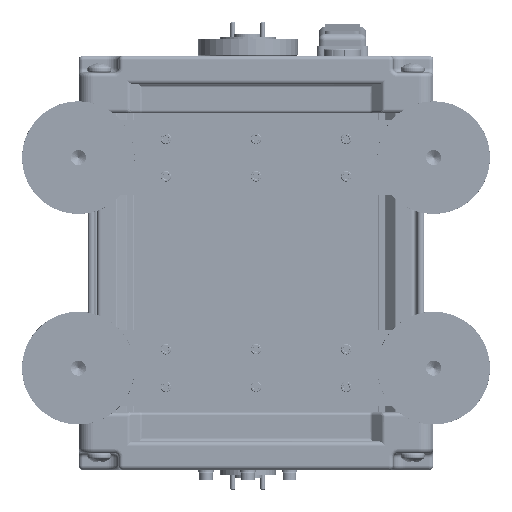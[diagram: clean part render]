
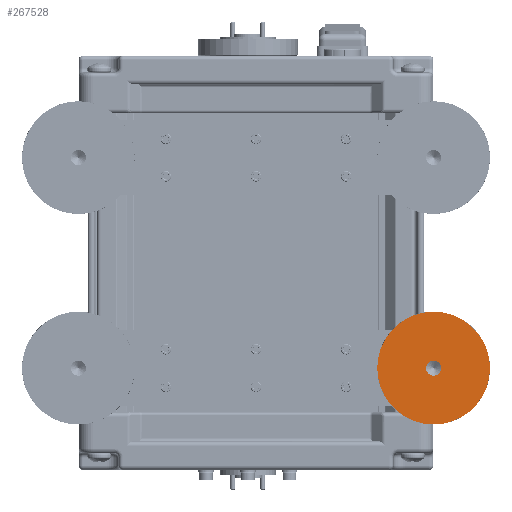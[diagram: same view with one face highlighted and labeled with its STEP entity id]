
A CAD part, front view. The second image highlights one B-rep face of the part: STEP entity #267528.
In plain terms, the highlighted planar face has unit normal (0, -1, 0).
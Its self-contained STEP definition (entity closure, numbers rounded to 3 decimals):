
#1398 = FACE_OUTER_BOUND ( 'NONE', #288258, .T. ) ;
#1604 = EDGE_CURVE ( 'NONE', #23324, #266801, #207615, .T. ) ;
#5253 = FACE_BOUND ( 'NONE', #201600, .T. ) ;
#22656 = DIRECTION ( 'NONE',  ( 0., 1., 0. ) ) ;
#23324 = VERTEX_POINT ( 'NONE', #205621 ) ;
#25680 = EDGE_CURVE ( 'NONE', #55779, #123511, #168116, .T. ) ;
#29564 = AXIS2_PLACEMENT_3D ( 'NONE', #197866, #276532, #68384 ) ;
#37202 = CIRCLE ( 'NONE', #98628, 19.05 ) ;
#40686 = DIRECTION ( 'NONE',  ( 0., -1., 0. ) ) ;
#55779 = VERTEX_POINT ( 'NONE', #274577 ) ;
#68384 = DIRECTION ( 'NONE',  ( -1., 0., 0. ) ) ;
#81417 = DIRECTION ( 'NONE',  ( 1., 0., 0. ) ) ;
#83376 = DIRECTION ( 'NONE',  ( 0., -1., 0. ) ) ;
#89194 = CARTESIAN_POINT ( 'NONE',  ( 79.07, -27.178, -35.56 ) ) ;
#92481 = CARTESIAN_POINT ( 'NONE',  ( 60.02, -27.178, -35.56 ) ) ;
#98628 = AXIS2_PLACEMENT_3D ( 'NONE', #110749, #238861, #81417 ) ;
#110749 = CARTESIAN_POINT ( 'NONE',  ( 60.02, -27.178, -35.56 ) ) ;
#123511 = VERTEX_POINT ( 'NONE', #151114 ) ;
#148236 = PLANE ( 'NONE',  #29564 ) ;
#151114 = CARTESIAN_POINT ( 'NONE',  ( 60.02, -27.178, -33.007 ) ) ;
#153116 = DIRECTION ( 'NONE',  ( 1., 0., 0. ) ) ;
#158866 = DIRECTION ( 'NONE',  ( 0., 0., 1. ) ) ;
#167955 = DIRECTION ( 'NONE',  ( 0., 0., 1. ) ) ;
#168116 = CIRCLE ( 'NONE', #204859, 2.553 ) ;
#176709 = ORIENTED_EDGE ( 'NONE', *, *, #25680, .F. ) ;
#182567 = CARTESIAN_POINT ( 'NONE',  ( 60.02, -27.178, -35.56 ) ) ;
#197866 = CARTESIAN_POINT ( 'NONE',  ( 60.02, -27.178, -35.56 ) ) ;
#198103 = CIRCLE ( 'NONE', #224261, 2.553 ) ;
#201600 = EDGE_LOOP ( 'NONE', ( #332341, #176709 ) ) ;
#204859 = AXIS2_PLACEMENT_3D ( 'NONE', #92481, #40686, #167955 ) ;
#205621 = CARTESIAN_POINT ( 'NONE',  ( 40.97, -27.178, -35.56 ) ) ;
#206065 = EDGE_CURVE ( 'NONE', #266801, #23324, #37202, .T. ) ;
#207615 = CIRCLE ( 'NONE', #259650, 19.05 ) ;
#224261 = AXIS2_PLACEMENT_3D ( 'NONE', #182567, #83376, #158866 ) ;
#238861 = DIRECTION ( 'NONE',  ( 0., 1., 0. ) ) ;
#240960 = ORIENTED_EDGE ( 'NONE', *, *, #206065, .F. ) ;
#259650 = AXIS2_PLACEMENT_3D ( 'NONE', #330856, #22656, #153116 ) ;
#263380 = ORIENTED_EDGE ( 'NONE', *, *, #1604, .F. ) ;
#266801 = VERTEX_POINT ( 'NONE', #89194 ) ;
#267528 = ADVANCED_FACE ( 'NONE', ( #5253, #1398 ), #148236, .T. ) ;
#274577 = CARTESIAN_POINT ( 'NONE',  ( 60.02, -27.178, -38.113 ) ) ;
#276532 = DIRECTION ( 'NONE',  ( 0., -1., 0. ) ) ;
#288258 = EDGE_LOOP ( 'NONE', ( #240960, #263380 ) ) ;
#301426 = EDGE_CURVE ( 'NONE', #123511, #55779, #198103, .T. ) ;
#330856 = CARTESIAN_POINT ( 'NONE',  ( 60.02, -27.178, -35.56 ) ) ;
#332341 = ORIENTED_EDGE ( 'NONE', *, *, #301426, .F. ) ;
